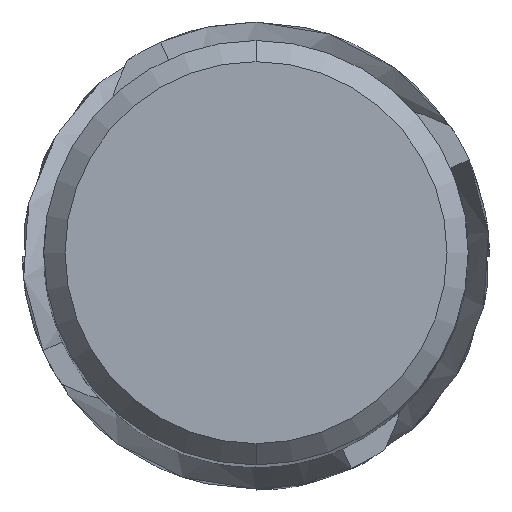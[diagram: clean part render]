
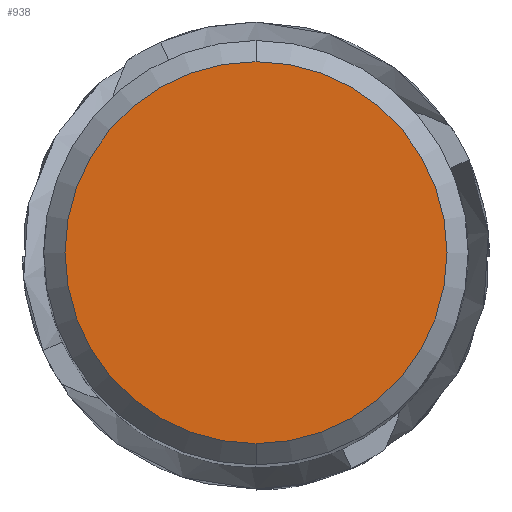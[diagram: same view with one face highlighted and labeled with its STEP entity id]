
A CAD part, top view. The second image highlights one B-rep face of the part: STEP entity #938.
In plain terms, the highlighted planar face has unit normal (0, 0, 1).
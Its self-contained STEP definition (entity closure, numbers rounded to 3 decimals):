
#720=EDGE_CURVE('',#1282,#1408,#1746,.T.);
#938=ADVANCED_FACE('',(#1982),#1983,.T.);
#1282=VERTEX_POINT('',#2362);
#1354=EDGE_CURVE('',#1408,#1282,#2437,.T.);
#1408=VERTEX_POINT('',#2496);
#1746=CIRCLE('',#4362,9.0);
#1982=FACE_OUTER_BOUND('',#6291,.T.);
#1983=PLANE('',#6292);
#2362=CARTESIAN_POINT('',(0.0,9.0,0.0));
#2437=CIRCLE('',#9851,9.0);
#2496=CARTESIAN_POINT('',(0.,-9.0,0.0));
#4362=AXIS2_PLACEMENT_3D('',#11041,#11042,#11043);
#6291=EDGE_LOOP('',(#11259,#11260));
#6292=AXIS2_PLACEMENT_3D('',#11261,#11262,#11263);
#9851=AXIS2_PLACEMENT_3D('',#11691,#11692,#11693);
#11041=CARTESIAN_POINT('',(0.0,0.0,0.0));
#11042=DIRECTION('',(0.0,0.0,-1.0));
#11043=DIRECTION('',(0.0,1.0,0.0));
#11259=ORIENTED_EDGE('',*,*,#720,.F.);
#11260=ORIENTED_EDGE('',*,*,#1354,.F.);
#11261=CARTESIAN_POINT('',(0.0,4.5,0.0));
#11262=DIRECTION('',(-0.0,0.0,1.0));
#11263=DIRECTION('',(0.0,-1.0,0.0));
#11691=CARTESIAN_POINT('',(0.0,0.0,0.0));
#11692=DIRECTION('',(0.0,0.0,-1.0));
#11693=DIRECTION('',(0.0,1.0,0.0));
